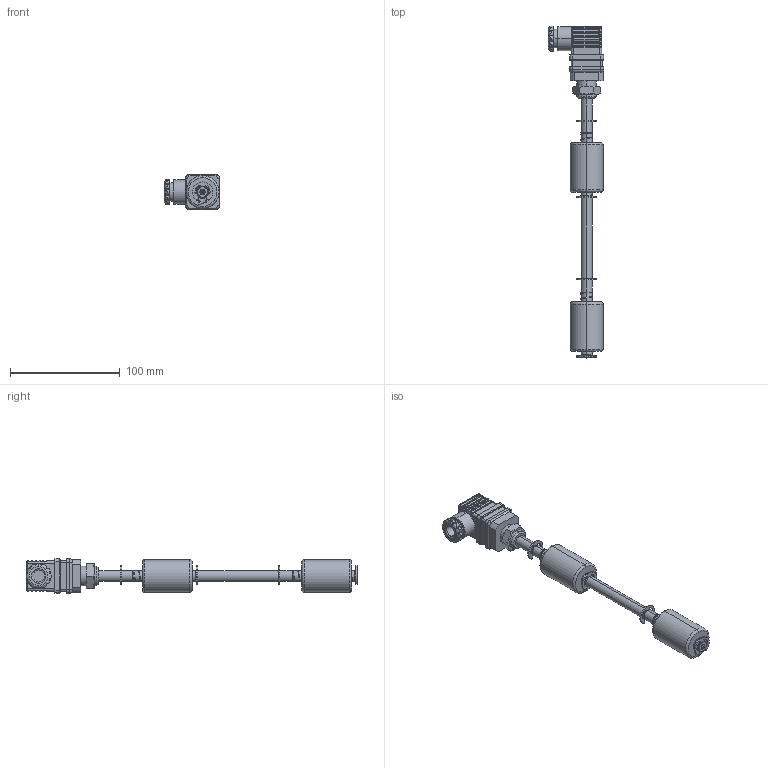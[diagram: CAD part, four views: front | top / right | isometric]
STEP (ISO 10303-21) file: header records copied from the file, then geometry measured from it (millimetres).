
FILE_DESCRIPTION (( 'STEP AP214' ), '1' );
FILE_NAME ('P330.STEP', '2020-02-13T09:26:20', ( '' ), ( '' ), 'SwSTEP 2.0', 'SolidWorks 2019', '' );
FILE_SCHEMA (( 'AUTOMOTIVE_DESIGN' ));
Length unit declared in the file: millimetre
Products named in the file (1): P330
Bounding box: 50.25 x 301.95 x 31 mm (x, y, z)
Surface area: 38241.9 mm2 (no closed solid volume)
Topology: 0 solids, 23 shells, 544 faces, 1606 edges, 1054 vertices
Faces by surface type: cylinder 251, plane 159, bspline 54, torus 50, cone 20, sphere 10
Entity records: 41364 total; most frequent: CARTESIAN_POINT 21443, DIRECTION 2938, ORIENTED_EDGE 2742, EDGE_CURVE 1602, AXIS2_PLACEMENT_3D 1157, VERTEX_POINT 1054, CIRCLE 666, LINE 624
